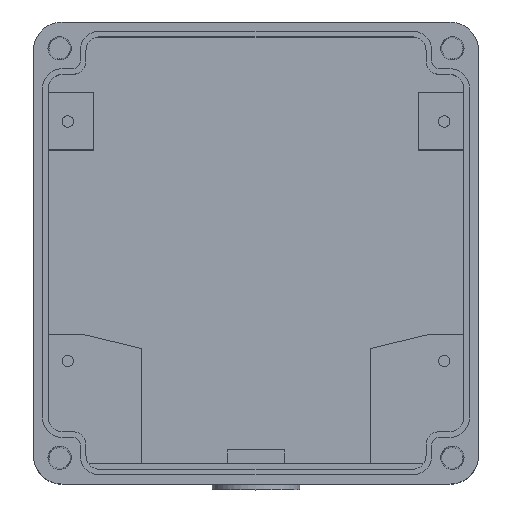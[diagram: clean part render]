
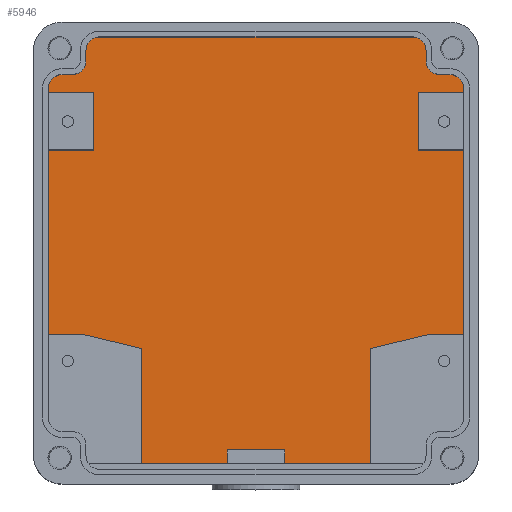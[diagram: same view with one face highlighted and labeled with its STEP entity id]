
A CAD part, top view. The second image highlights one B-rep face of the part: STEP entity #5946.
In plain terms, the highlighted planar face has unit normal (0, 0, 1).
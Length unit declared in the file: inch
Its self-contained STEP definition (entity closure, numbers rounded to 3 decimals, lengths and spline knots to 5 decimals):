
#117=PLANE('',#6187);
#250=CIRCLE('',#6188,0.12);
#251=CIRCLE('',#6189,0.12);
#252=CIRCLE('',#6190,0.12);
#253=CIRCLE('',#6191,0.12);
#254=CIRCLE('',#6192,0.12);
#255=CIRCLE('',#6193,0.12);
#582=FACE_OUTER_BOUND('',#932,.T.);
#932=EDGE_LOOP('',(#4934,#4935,#4936,#4937,#4938,#4939,#4940,#4941,#4942,
#4943,#4944,#4945,#4946,#4947,#4948,#4949,#4950,#4951,#4952,#4953,#4954,
#4955,#4956,#4957,#4958,#4959,#4960,#4961));
#1354=LINE('',#10655,#1866);
#1358=LINE('',#10663,#1870);
#1361=LINE('',#10669,#1873);
#1362=LINE('',#10671,#1874);
#1363=LINE('',#10673,#1875);
#1364=LINE('',#10675,#1876);
#1365=LINE('',#10677,#1877);
#1366=LINE('',#10681,#1878);
#1367=LINE('',#10685,#1879);
#1368=LINE('',#10689,#1880);
#1369=LINE('',#10693,#1881);
#1370=LINE('',#10697,#1882);
#1371=LINE('',#10701,#1883);
#1372=LINE('',#10703,#1884);
#1373=LINE('',#10705,#1885);
#1374=LINE('',#10707,#1886);
#1375=LINE('',#10709,#1887);
#1376=LINE('',#10711,#1888);
#1377=LINE('',#10713,#1889);
#1378=LINE('',#10715,#1890);
#1379=LINE('',#10717,#1891);
#1380=LINE('',#10718,#1892);
#1866=VECTOR('',#6865,0.3937);
#1870=VECTOR('',#6871,0.3937);
#1873=VECTOR('',#6876,0.3937);
#1874=VECTOR('',#6877,0.3937);
#1875=VECTOR('',#6878,0.3937);
#1876=VECTOR('',#6879,0.3937);
#1877=VECTOR('',#6880,0.3937);
#1878=VECTOR('',#6883,0.3937);
#1879=VECTOR('',#6886,0.3937);
#1880=VECTOR('',#6889,0.3937);
#1881=VECTOR('',#6892,0.3937);
#1882=VECTOR('',#6895,0.3937);
#1883=VECTOR('',#6898,0.3937);
#1884=VECTOR('',#6899,0.3937);
#1885=VECTOR('',#6900,0.3937);
#1886=VECTOR('',#6901,0.3937);
#1887=VECTOR('',#6902,0.3937);
#1888=VECTOR('',#6903,0.3937);
#1889=VECTOR('',#6904,0.3937);
#1890=VECTOR('',#6905,0.3937);
#1891=VECTOR('',#6906,0.3937);
#1892=VECTOR('',#6907,0.3937);
#2737=VERTEX_POINT('',#10653);
#2738=VERTEX_POINT('',#10654);
#2741=VERTEX_POINT('',#10662);
#2743=VERTEX_POINT('',#10668);
#2744=VERTEX_POINT('',#10670);
#2745=VERTEX_POINT('',#10672);
#2746=VERTEX_POINT('',#10674);
#2747=VERTEX_POINT('',#10676);
#2748=VERTEX_POINT('',#10678);
#2749=VERTEX_POINT('',#10680);
#2750=VERTEX_POINT('',#10682);
#2751=VERTEX_POINT('',#10684);
#2752=VERTEX_POINT('',#10686);
#2753=VERTEX_POINT('',#10688);
#2754=VERTEX_POINT('',#10690);
#2755=VERTEX_POINT('',#10692);
#2756=VERTEX_POINT('',#10694);
#2757=VERTEX_POINT('',#10696);
#2758=VERTEX_POINT('',#10698);
#2759=VERTEX_POINT('',#10700);
#2760=VERTEX_POINT('',#10702);
#2761=VERTEX_POINT('',#10704);
#2762=VERTEX_POINT('',#10706);
#2763=VERTEX_POINT('',#10708);
#2764=VERTEX_POINT('',#10710);
#2765=VERTEX_POINT('',#10712);
#2766=VERTEX_POINT('',#10714);
#2767=VERTEX_POINT('',#10716);
#3506=EDGE_CURVE('',#2737,#2738,#1354,.T.);
#3510=EDGE_CURVE('',#2738,#2741,#1358,.T.);
#3513=EDGE_CURVE('',#2741,#2743,#1361,.T.);
#3514=EDGE_CURVE('',#2743,#2744,#1362,.T.);
#3515=EDGE_CURVE('',#2744,#2745,#1363,.T.);
#3516=EDGE_CURVE('',#2745,#2746,#1364,.T.);
#3517=EDGE_CURVE('',#2746,#2747,#1365,.T.);
#3518=EDGE_CURVE('',#2747,#2748,#250,.T.);
#3519=EDGE_CURVE('',#2748,#2749,#1366,.T.);
#3520=EDGE_CURVE('',#2749,#2750,#251,.T.);
#3521=EDGE_CURVE('',#2750,#2751,#1367,.T.);
#3522=EDGE_CURVE('',#2751,#2752,#252,.T.);
#3523=EDGE_CURVE('',#2752,#2753,#1368,.T.);
#3524=EDGE_CURVE('',#2753,#2754,#253,.T.);
#3525=EDGE_CURVE('',#2754,#2755,#1369,.T.);
#3526=EDGE_CURVE('',#2755,#2756,#254,.T.);
#3527=EDGE_CURVE('',#2756,#2757,#1370,.T.);
#3528=EDGE_CURVE('',#2757,#2758,#255,.T.);
#3529=EDGE_CURVE('',#2758,#2759,#1371,.T.);
#3530=EDGE_CURVE('',#2759,#2760,#1372,.T.);
#3531=EDGE_CURVE('',#2760,#2761,#1373,.T.);
#3532=EDGE_CURVE('',#2761,#2762,#1374,.T.);
#3533=EDGE_CURVE('',#2762,#2763,#1375,.T.);
#3534=EDGE_CURVE('',#2763,#2764,#1376,.T.);
#3535=EDGE_CURVE('',#2764,#2765,#1377,.T.);
#3536=EDGE_CURVE('',#2765,#2766,#1378,.T.);
#3537=EDGE_CURVE('',#2766,#2767,#1379,.T.);
#3538=EDGE_CURVE('',#2767,#2737,#1380,.T.);
#4934=ORIENTED_EDGE('',*,*,#3506,.T.);
#4935=ORIENTED_EDGE('',*,*,#3510,.T.);
#4936=ORIENTED_EDGE('',*,*,#3513,.T.);
#4937=ORIENTED_EDGE('',*,*,#3514,.T.);
#4938=ORIENTED_EDGE('',*,*,#3515,.T.);
#4939=ORIENTED_EDGE('',*,*,#3516,.T.);
#4940=ORIENTED_EDGE('',*,*,#3517,.T.);
#4941=ORIENTED_EDGE('',*,*,#3518,.T.);
#4942=ORIENTED_EDGE('',*,*,#3519,.T.);
#4943=ORIENTED_EDGE('',*,*,#3520,.T.);
#4944=ORIENTED_EDGE('',*,*,#3521,.T.);
#4945=ORIENTED_EDGE('',*,*,#3522,.T.);
#4946=ORIENTED_EDGE('',*,*,#3523,.T.);
#4947=ORIENTED_EDGE('',*,*,#3524,.T.);
#4948=ORIENTED_EDGE('',*,*,#3525,.T.);
#4949=ORIENTED_EDGE('',*,*,#3526,.T.);
#4950=ORIENTED_EDGE('',*,*,#3527,.T.);
#4951=ORIENTED_EDGE('',*,*,#3528,.T.);
#4952=ORIENTED_EDGE('',*,*,#3529,.T.);
#4953=ORIENTED_EDGE('',*,*,#3530,.T.);
#4954=ORIENTED_EDGE('',*,*,#3531,.T.);
#4955=ORIENTED_EDGE('',*,*,#3532,.T.);
#4956=ORIENTED_EDGE('',*,*,#3533,.T.);
#4957=ORIENTED_EDGE('',*,*,#3534,.T.);
#4958=ORIENTED_EDGE('',*,*,#3535,.T.);
#4959=ORIENTED_EDGE('',*,*,#3536,.T.);
#4960=ORIENTED_EDGE('',*,*,#3537,.T.);
#4961=ORIENTED_EDGE('',*,*,#3538,.T.);
#5946=ADVANCED_FACE('',(#582),#117,.T.);
#6187=AXIS2_PLACEMENT_3D('',#10667,#6874,#6875);
#6188=AXIS2_PLACEMENT_3D('',#10679,#6881,#6882);
#6189=AXIS2_PLACEMENT_3D('',#10683,#6884,#6885);
#6190=AXIS2_PLACEMENT_3D('',#10687,#6887,#6888);
#6191=AXIS2_PLACEMENT_3D('',#10691,#6890,#6891);
#6192=AXIS2_PLACEMENT_3D('',#10695,#6893,#6894);
#6193=AXIS2_PLACEMENT_3D('',#10699,#6896,#6897);
#6865=DIRECTION('',(0.972,0.233,0.));
#6871=DIRECTION('',(1.,0.,0.));
#6874=DIRECTION('center_axis',(0.,0.,1.));
#6875=DIRECTION('ref_axis',(1.,0.,0.));
#6876=DIRECTION('',(0.,1.,0.));
#6877=DIRECTION('',(-1.,0.,0.));
#6878=DIRECTION('',(0.,1.,0.));
#6879=DIRECTION('',(1.,0.,0.));
#6880=DIRECTION('',(0.,1.,0.));
#6881=DIRECTION('center_axis',(0.,0.,1.));
#6882=DIRECTION('ref_axis',(1.,0.,0.));
#6883=DIRECTION('',(-1.,0.,0.));
#6884=DIRECTION('center_axis',(0.,0.,-1.));
#6885=DIRECTION('ref_axis',(-1.,0.,0.));
#6886=DIRECTION('',(0.,1.,0.));
#6887=DIRECTION('center_axis',(0.,0.,1.));
#6888=DIRECTION('ref_axis',(1.,0.,0.));
#6889=DIRECTION('',(-1.,0.,0.));
#6890=DIRECTION('center_axis',(0.,0.,1.));
#6891=DIRECTION('ref_axis',(0.,1.,0.));
#6892=DIRECTION('',(0.,-1.,0.));
#6893=DIRECTION('center_axis',(0.,0.,-1.));
#6894=DIRECTION('ref_axis',(0.,-1.,0.));
#6895=DIRECTION('',(-1.,0.,0.));
#6896=DIRECTION('center_axis',(0.,0.,1.));
#6897=DIRECTION('ref_axis',(0.,1.,0.));
#6898=DIRECTION('',(0.,-1.,0.));
#6899=DIRECTION('',(1.,0.,0.));
#6900=DIRECTION('',(0.,-1.,0.));
#6901=DIRECTION('',(-1.,0.,0.));
#6902=DIRECTION('',(0.,-1.,0.));
#6903=DIRECTION('',(1.,0.,0.));
#6904=DIRECTION('',(0.972,-0.233,0.));
#6905=DIRECTION('',(0.,-1.,0.));
#6906=DIRECTION('',(1.,0.,0.));
#6907=DIRECTION('',(0.,1.,0.));
#10653=CARTESIAN_POINT('',(2.95,1.19,0.14));
#10654=CARTESIAN_POINT('',(3.45,1.31,0.14));
#10655=CARTESIAN_POINT('',(2.82197,1.15927,0.14));
#10662=CARTESIAN_POINT('',(3.77,1.31,0.14));
#10663=CARTESIAN_POINT('',(2.86,1.31,0.14));
#10667=CARTESIAN_POINT('Origin',(1.95,2.025,0.14));
#10668=CARTESIAN_POINT('',(3.77,2.93,0.14));
#10669=CARTESIAN_POINT('',(3.77,2.7475,0.14));
#10670=CARTESIAN_POINT('',(3.37,2.93,0.14));
#10671=CARTESIAN_POINT('',(2.66,2.93,0.14));
#10672=CARTESIAN_POINT('',(3.37,3.43,0.14));
#10673=CARTESIAN_POINT('',(3.37,2.7275,0.14));
#10674=CARTESIAN_POINT('',(3.77,3.43,0.14));
#10675=CARTESIAN_POINT('',(2.86,3.43,0.14));
#10676=CARTESIAN_POINT('',(3.77,3.47,0.14));
#10677=CARTESIAN_POINT('',(3.77,2.7475,0.14));
#10678=CARTESIAN_POINT('',(3.65,3.59,0.14));
#10679=CARTESIAN_POINT('Origin',(3.65,3.47,0.14));
#10680=CARTESIAN_POINT('',(3.56,3.59,0.14));
#10681=CARTESIAN_POINT('',(2.755,3.59,0.14));
#10682=CARTESIAN_POINT('',(3.44,3.71,0.14));
#10683=CARTESIAN_POINT('Origin',(3.56,3.71,0.14));
#10684=CARTESIAN_POINT('',(3.44,3.8,0.14));
#10685=CARTESIAN_POINT('',(3.44,2.9125,0.14));
#10686=CARTESIAN_POINT('',(3.32,3.92,0.14));
#10687=CARTESIAN_POINT('Origin',(3.32,3.8,0.14));
#10688=CARTESIAN_POINT('',(0.58,3.92,0.14));
#10689=CARTESIAN_POINT('',(1.265,3.92,0.14));
#10690=CARTESIAN_POINT('',(0.46,3.8,0.14));
#10691=CARTESIAN_POINT('Origin',(0.58,3.8,0.14));
#10692=CARTESIAN_POINT('',(0.46,3.71,0.14));
#10693=CARTESIAN_POINT('',(0.46,2.8675,0.14));
#10694=CARTESIAN_POINT('',(0.34,3.59,0.14));
#10695=CARTESIAN_POINT('Origin',(0.34,3.71,0.14));
#10696=CARTESIAN_POINT('',(0.25,3.59,0.14));
#10697=CARTESIAN_POINT('',(1.1,3.59,0.14));
#10698=CARTESIAN_POINT('',(0.13,3.47,0.14));
#10699=CARTESIAN_POINT('Origin',(0.25,3.47,0.14));
#10700=CARTESIAN_POINT('',(0.13,3.43,0.14));
#10701=CARTESIAN_POINT('',(0.13,1.3025,0.14));
#10702=CARTESIAN_POINT('',(0.53,3.43,0.14));
#10703=CARTESIAN_POINT('',(1.24,3.43,0.14));
#10704=CARTESIAN_POINT('',(0.53,2.93,0.14));
#10705=CARTESIAN_POINT('',(0.53,2.4775,0.14));
#10706=CARTESIAN_POINT('',(0.13,2.93,0.14));
#10707=CARTESIAN_POINT('',(1.04,2.93,0.14));
#10708=CARTESIAN_POINT('',(0.13,1.31,0.14));
#10709=CARTESIAN_POINT('',(0.13,1.3025,0.14));
#10710=CARTESIAN_POINT('',(0.45,1.31,0.14));
#10711=CARTESIAN_POINT('',(1.2,1.31,0.14));
#10712=CARTESIAN_POINT('',(0.95,1.19,0.14));
#10713=CARTESIAN_POINT('',(1.32803,1.09927,0.14));
#10714=CARTESIAN_POINT('',(0.95,0.18,0.14));
#10715=CARTESIAN_POINT('',(0.95,1.1025,0.14));
#10716=CARTESIAN_POINT('',(2.95,0.18,0.14));
#10717=CARTESIAN_POINT('',(2.68373,0.18,0.14));
#10718=CARTESIAN_POINT('',(2.95,1.6075,0.14));
